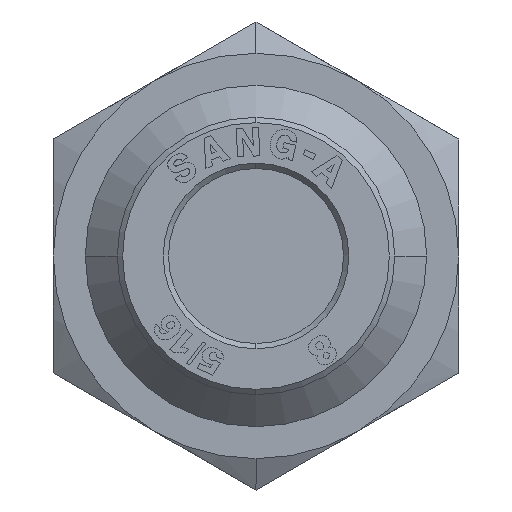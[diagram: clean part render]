
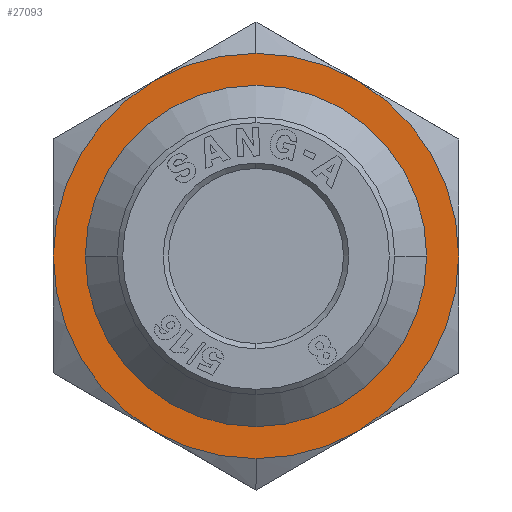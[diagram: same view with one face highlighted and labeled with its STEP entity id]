
A CAD part, left-side view. The second image highlights one B-rep face of the part: STEP entity #27093.
In plain terms, the highlighted face is planar.
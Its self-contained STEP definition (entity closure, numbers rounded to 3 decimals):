
#301=CARTESIAN_POINT('',(-8.0,-1.,0.0));
#302=VERTEX_POINT('',#301);
#309=CARTESIAN_POINT('',(8.0,-1.,0.));
#310=VERTEX_POINT('',#309);
#311=CARTESIAN_POINT('',(0.0,-1.,0.0));
#312=DIRECTION('',(0.0,1.0,0.0));
#313=DIRECTION('',(-1.0,0.0,0.0));
#314=AXIS2_PLACEMENT_3D('',#311,#312,#313);
#315=CIRCLE('',#314,8.0);
#316=EDGE_CURVE('',#302,#310,#315,.T.);
#573=CARTESIAN_POINT('',(0.,-1.,-9.5));
#574=VERTEX_POINT('',#573);
#581=CARTESIAN_POINT('',(-4.75,-1.,-8.227));
#582=VERTEX_POINT('',#581);
#596=CARTESIAN_POINT('',(0.,-1.,0.));
#597=DIRECTION('',(0.0,1.0,0.0));
#598=DIRECTION('',(0.0,0.0,-1.0));
#599=AXIS2_PLACEMENT_3D('',#596,#597,#598);
#600=CIRCLE('',#599,9.5);
#601=EDGE_CURVE('',#574,#582,#600,.T.);
#611=CARTESIAN_POINT('',(0.,-1.,9.5));
#612=VERTEX_POINT('',#611);
#621=CARTESIAN_POINT('',(-4.75,-1.,8.227));
#622=VERTEX_POINT('',#621);
#623=CARTESIAN_POINT('',(0.,-1.,0.));
#624=DIRECTION('',(0.0,1.0,0.0));
#625=DIRECTION('',(0.0,0.0,-1.0));
#626=AXIS2_PLACEMENT_3D('',#623,#624,#625);
#627=CIRCLE('',#626,9.5);
#628=EDGE_CURVE('',#622,#612,#627,.T.);
#27024=CARTESIAN_POINT('',(0.,-1.,0.));
#27025=DIRECTION('',(0.0,-1.0,0.0));
#27026=DIRECTION('',(0.0,0.0,1.0));
#27027=AXIS2_PLACEMENT_3D('',#27024,#27025,#27026);
#27028=PLANE('',#27027);
#27029=CARTESIAN_POINT('',(4.75,-1.,8.227));
#27030=VERTEX_POINT('',#27029);
#27031=CARTESIAN_POINT('',(9.5,-1.,0.));
#27032=VERTEX_POINT('',#27031);
#27033=CARTESIAN_POINT('',(0.,-1.,0.));
#27034=DIRECTION('',(0.0,1.0,0.0));
#27035=DIRECTION('',(0.0,0.0,-1.0));
#27036=AXIS2_PLACEMENT_3D('',#27033,#27034,#27035);
#27037=CIRCLE('',#27036,9.5);
#27038=EDGE_CURVE('',#27030,#27032,#27037,.T.);
#27039=ORIENTED_EDGE('',*,*,#27038,.T.);
#27040=CARTESIAN_POINT('',(4.75,-1.,-8.227));
#27041=VERTEX_POINT('',#27040);
#27042=CARTESIAN_POINT('',(0.,-1.,0.));
#27043=DIRECTION('',(0.0,1.0,0.0));
#27044=DIRECTION('',(0.0,0.0,-1.0));
#27045=AXIS2_PLACEMENT_3D('',#27042,#27043,#27044);
#27046=CIRCLE('',#27045,9.5);
#27047=EDGE_CURVE('',#27032,#27041,#27046,.T.);
#27048=ORIENTED_EDGE('',*,*,#27047,.T.);
#27049=CARTESIAN_POINT('',(0.,-1.,0.));
#27050=DIRECTION('',(0.0,1.0,0.0));
#27051=DIRECTION('',(0.0,0.0,-1.0));
#27052=AXIS2_PLACEMENT_3D('',#27049,#27050,#27051);
#27053=CIRCLE('',#27052,9.5);
#27054=EDGE_CURVE('',#27041,#574,#27053,.T.);
#27055=ORIENTED_EDGE('',*,*,#27054,.T.);
#27056=ORIENTED_EDGE('',*,*,#601,.T.);
#27057=CARTESIAN_POINT('',(-9.5,-1.,0.));
#27058=VERTEX_POINT('',#27057);
#27059=CARTESIAN_POINT('',(0.,-1.,0.));
#27060=DIRECTION('',(0.0,1.0,0.0));
#27061=DIRECTION('',(0.0,0.0,-1.0));
#27062=AXIS2_PLACEMENT_3D('',#27059,#27060,#27061);
#27063=CIRCLE('',#27062,9.5);
#27064=EDGE_CURVE('',#582,#27058,#27063,.T.);
#27065=ORIENTED_EDGE('',*,*,#27064,.T.);
#27066=CARTESIAN_POINT('',(0.,-1.,0.));
#27067=DIRECTION('',(0.0,1.0,0.0));
#27068=DIRECTION('',(0.0,0.0,-1.0));
#27069=AXIS2_PLACEMENT_3D('',#27066,#27067,#27068);
#27070=CIRCLE('',#27069,9.5);
#27071=EDGE_CURVE('',#27058,#622,#27070,.T.);
#27072=ORIENTED_EDGE('',*,*,#27071,.T.);
#27073=ORIENTED_EDGE('',*,*,#628,.T.);
#27074=CARTESIAN_POINT('',(0.,-1.,0.));
#27075=DIRECTION('',(0.0,1.0,0.0));
#27076=DIRECTION('',(0.0,0.0,-1.0));
#27077=AXIS2_PLACEMENT_3D('',#27074,#27075,#27076);
#27078=CIRCLE('',#27077,9.5);
#27079=EDGE_CURVE('',#612,#27030,#27078,.T.);
#27080=ORIENTED_EDGE('',*,*,#27079,.T.);
#27081=EDGE_LOOP('',(#27039,#27048,#27055,#27056,#27065,#27072,#27073,#27080));
#27082=FACE_OUTER_BOUND('',#27081,.T.);
#27083=ORIENTED_EDGE('',*,*,#316,.F.);
#27084=CARTESIAN_POINT('',(0.0,-1.,0.0));
#27085=DIRECTION('',(0.0,1.0,0.0));
#27086=DIRECTION('',(-1.0,0.0,0.0));
#27087=AXIS2_PLACEMENT_3D('',#27084,#27085,#27086);
#27088=CIRCLE('',#27087,8.0);
#27089=EDGE_CURVE('',#310,#302,#27088,.T.);
#27090=ORIENTED_EDGE('',*,*,#27089,.F.);
#27091=EDGE_LOOP('',(#27083,#27090));
#27092=FACE_BOUND('',#27091,.T.);
#27093=ADVANCED_FACE('',(#27082,#27092),#27028,.F.);
